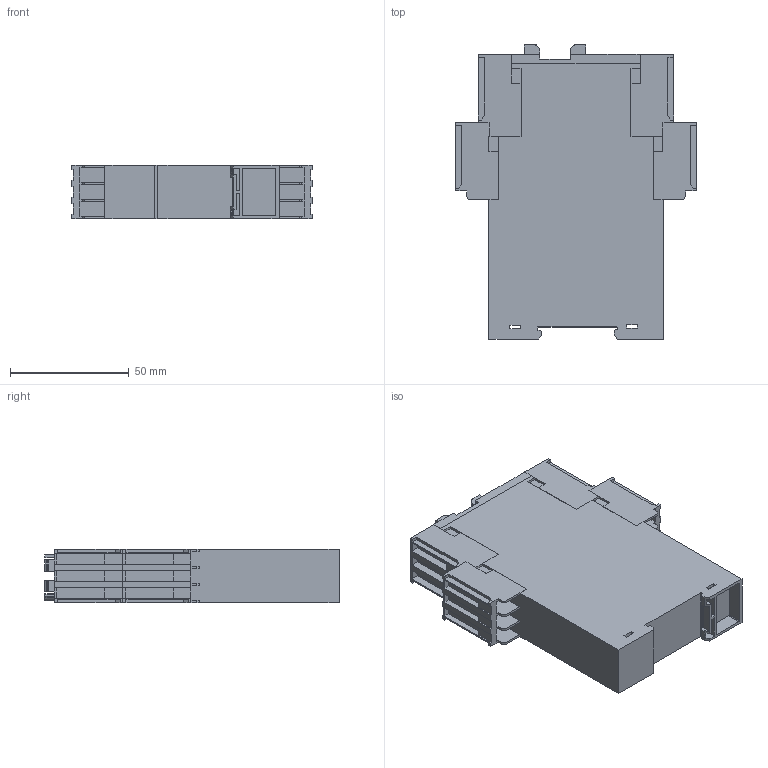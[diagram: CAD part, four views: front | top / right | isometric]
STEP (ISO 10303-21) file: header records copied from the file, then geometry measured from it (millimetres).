
FILE_DESCRIPTION (( 'STEP AP214' ), '1' );
FILE_NAME ('3RK3211-1AA10.STEP', '2011-02-23T14:17:17', ( 'Uwe Förster' ), ( 'Siemens and Partners' ), 'SwSTEP 2.0', 'SolidWorks 2011', '' );
FILE_SCHEMA (( 'AUTOMOTIVE_DESIGN' ));
Length unit declared in the file: millimetre
Products named in the file (1): 3RK3211-1AA10
Bounding box: 101.5 x 124.1 x 22.5 mm (x, y, z)
Volume: 200733.3 mm3; surface area: 43224.5 mm2
Topology: 1 solids, 1 shells, 1124 faces, 3097 edges, 2048 vertices
Faces by surface type: plane 873, bspline 193, cylinder 58
Entity records: 51968 total; most frequent: CARTESIAN_POINT 12361, ORIENTED_EDGE 6194, DIRECTION 4582, EDGE_CURVE 3097, LINE 2458, VECTOR 2458, VERTEX_POINT 2048, EDGE_LOOP 1211
